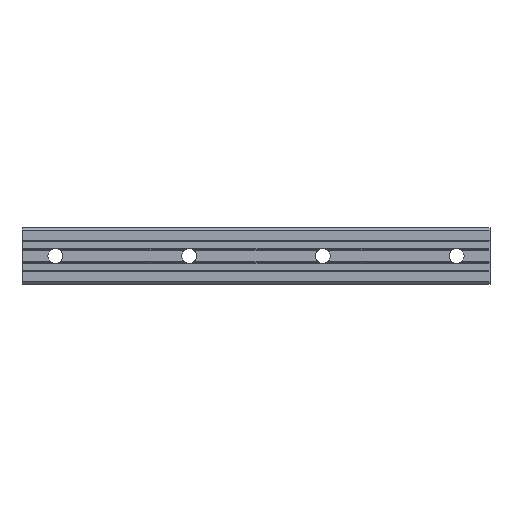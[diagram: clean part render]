
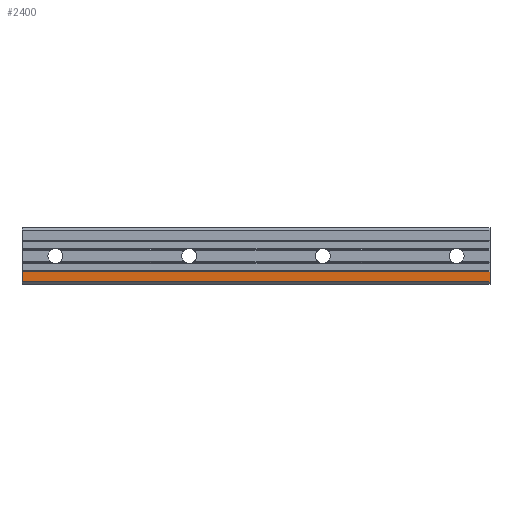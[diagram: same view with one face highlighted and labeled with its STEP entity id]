
A CAD part, front view. The second image highlights one B-rep face of the part: STEP entity #2400.
In plain terms, the highlighted planar face has unit normal (0, -1, 0).
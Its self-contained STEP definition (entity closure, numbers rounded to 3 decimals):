
#42 = CARTESIAN_POINT ( 'NONE',  ( 260., 0., -9.5 ) ) ;
#272 = DIRECTION ( 'NONE',  ( 1., 0., 0. ) ) ;
#386 = EDGE_CURVE ( 'NONE', #2917, #2051, #1474, .T. ) ;
#405 = ORIENTED_EDGE ( 'NONE', *, *, #386, .T. ) ;
#419 = VECTOR ( 'NONE', #2595, 1000. ) ;
#438 = CARTESIAN_POINT ( 'NONE',  ( 260., 0., 16.739 ) ) ;
#677 = EDGE_CURVE ( 'NONE', #2328, #1707, #2890, .T. ) ;
#682 = CARTESIAN_POINT ( 'NONE',  ( 260., 0., -9.5 ) ) ;
#699 = CARTESIAN_POINT ( 'NONE',  ( -20., 0., 16.739 ) ) ;
#855 = ORIENTED_EDGE ( 'NONE', *, *, #1196, .F. ) ;
#943 = CARTESIAN_POINT ( 'NONE',  ( -20., 0., -15.5 ) ) ;
#1072 = VECTOR ( 'NONE', #272, 1000. ) ;
#1196 = EDGE_CURVE ( 'NONE', #1707, #2051, #2580, .T. ) ;
#1264 = AXIS2_PLACEMENT_3D ( 'NONE', #682, #2365, #1400 ) ;
#1391 = DIRECTION ( 'NONE',  ( 0., 0., -1. ) ) ;
#1400 = DIRECTION ( 'NONE',  ( 0., 0., 1. ) ) ;
#1474 = LINE ( 'NONE', #2420, #1072 ) ;
#1553 = ORIENTED_EDGE ( 'NONE', *, *, #677, .F. ) ;
#1588 = VECTOR ( 'NONE', #1693, 1000. ) ;
#1693 = DIRECTION ( 'NONE',  ( 1., 0., 0. ) ) ;
#1707 = VERTEX_POINT ( 'NONE', #2375 ) ;
#1892 = ORIENTED_EDGE ( 'NONE', *, *, #2402, .T. ) ;
#1951 = LINE ( 'NONE', #699, #419 ) ;
#2051 = VERTEX_POINT ( 'NONE', #2195 ) ;
#2195 = CARTESIAN_POINT ( 'NONE',  ( 260., 0., -15.5 ) ) ;
#2328 = VERTEX_POINT ( 'NONE', #2573 ) ;
#2365 = DIRECTION ( 'NONE',  ( 0., 1., 0. ) ) ;
#2375 = CARTESIAN_POINT ( 'NONE',  ( 260., 0., -9.5 ) ) ;
#2400 = ADVANCED_FACE ( 'NONE', ( #2831 ), #2445, .F. ) ;
#2402 = EDGE_CURVE ( 'NONE', #2328, #2917, #1951, .T. ) ;
#2420 = CARTESIAN_POINT ( 'NONE',  ( 260., 0., -15.5 ) ) ;
#2445 = PLANE ( 'NONE',  #1264 ) ;
#2528 = EDGE_LOOP ( 'NONE', ( #405, #855, #1553, #1892 ) ) ;
#2573 = CARTESIAN_POINT ( 'NONE',  ( -20., 0., -9.5 ) ) ;
#2580 = LINE ( 'NONE', #438, #2943 ) ;
#2595 = DIRECTION ( 'NONE',  ( 0., 0., -1. ) ) ;
#2831 = FACE_OUTER_BOUND ( 'NONE', #2528, .T. ) ;
#2890 = LINE ( 'NONE', #42, #1588 ) ;
#2917 = VERTEX_POINT ( 'NONE', #943 ) ;
#2943 = VECTOR ( 'NONE', #1391, 1000. ) ;
